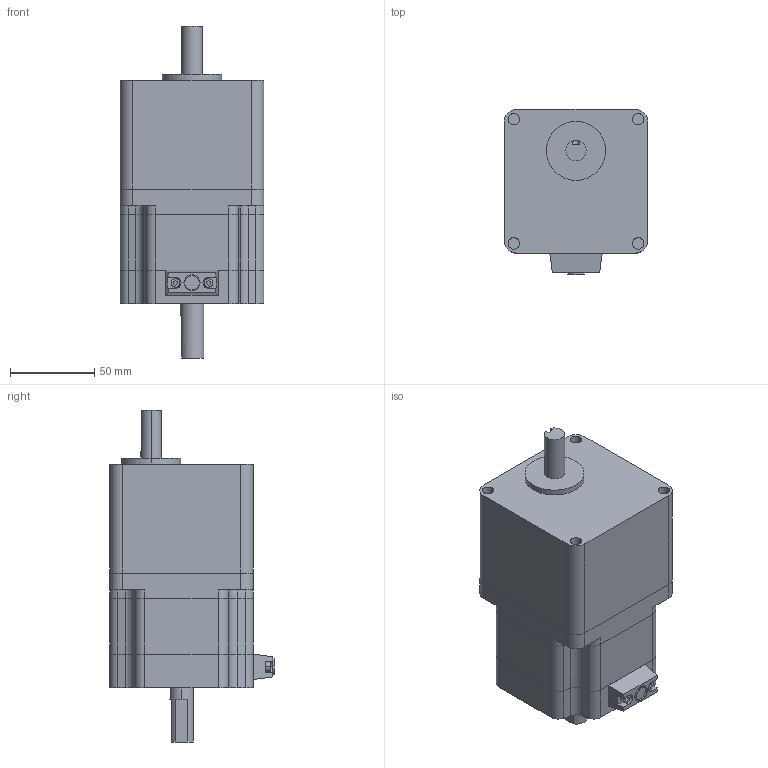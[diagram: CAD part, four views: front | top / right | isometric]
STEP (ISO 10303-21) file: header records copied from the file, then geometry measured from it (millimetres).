
FILE_DESCRIPTION (( 'STEP AP214' ), '1' );
FILE_NAME ('PF596TGXXBC.STEP', '2015-01-19T07:44:03', ( 'j' ), ( '' ), 'SwSTEP 2.0', 'SolidWorks 2011', '' );
FILE_SCHEMA (( 'AUTOMOTIVE_DESIGN' ));
Length unit declared in the file: millimetre
Products named in the file (1): PF596TGXXBC
Bounding box: 85 x 97.5 x 196.5 mm (x, y, z)
Volume: 925463.4 mm3; surface area: 105689.5 mm2
Topology: 5 solids, 5 shells, 208 faces, 525 edges, 350 vertices
Faces by surface type: plane 110, cylinder 98
Entity records: 6514 total; most frequent: DIRECTION 1146, CARTESIAN_POINT 1113, ORIENTED_EDGE 1050, EDGE_CURVE 525, AXIS2_PLACEMENT_3D 413, VERTEX_POINT 350, VECTOR 320, LINE 320
